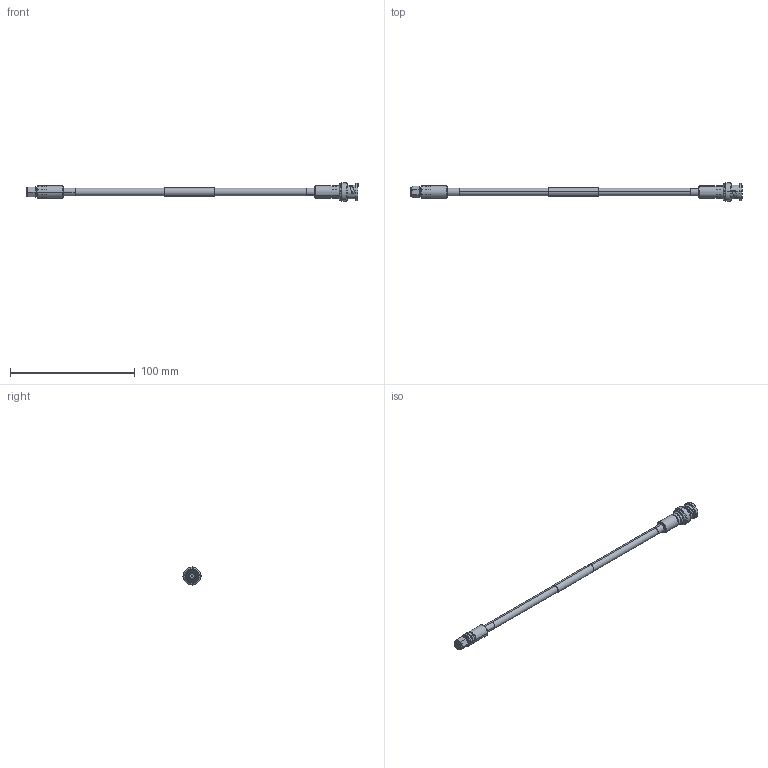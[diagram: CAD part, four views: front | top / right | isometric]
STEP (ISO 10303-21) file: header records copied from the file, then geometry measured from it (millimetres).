
FILE_DESCRIPTION (( 'STEP AP214' ), '1' );
FILE_NAME ('FMC00945-0001_3D.step', '2023-02-23T03:21:11', ( '' ), ( '' ), 'SwSTEP 2.0', 'SolidWorks 2022', '' );
FILE_SCHEMA (( 'AUTOMOTIVE_DESIGN' ));
Length unit declared in the file: inch
Products named in the file (9): TC-240-SM-SS-X_ferrule; heat shrink conn 1^FMC00945-0001_conn 1; heat shrink conn 2^FMC00945-0001_conn 1; FMC00945-0001_3D; TC-240-SM-SS-X_body; TC-240-SM-SS-X; LMR-240^FMC00945-0001; TC-240-BM-X^FMC00945-0001; TC-240-SM-SS-X_c-contact
Assembly tree (8 placements, depth 3):
  FMC00945-0001_3D
    LMR-240^FMC00945-0001
    TC-240-SM-SS-X
      TC-240-SM-SS-X_body
      TC-240-SM-SS-X_c-contact
      TC-240-SM-SS-X_ferrule
    heat shrink conn 1^FMC00945-0001_conn 1
    TC-240-BM-X^FMC00945-0001
    heat shrink conn 2^FMC00945-0001_conn 1
Bounding box: 266.37 x 14.5 x 14.5 mm (x, y, z)
Volume: 9598.6 mm3; surface area: 13692.8 mm2
Topology: 10 solids, 10 shells, 351 faces, 761 edges, 456 vertices
Faces by surface type: cylinder 143, cone 90, plane 86, torus 20, bspline 8, sphere 4
Entity records: 12682 total; most frequent: CARTESIAN_POINT 2194, DIRECTION 1799, ORIENTED_EDGE 1522, EDGE_CURVE 761, AXIS2_PLACEMENT_3D 751, VERTEX_POINT 456, CIRCLE 396, EDGE_LOOP 393
